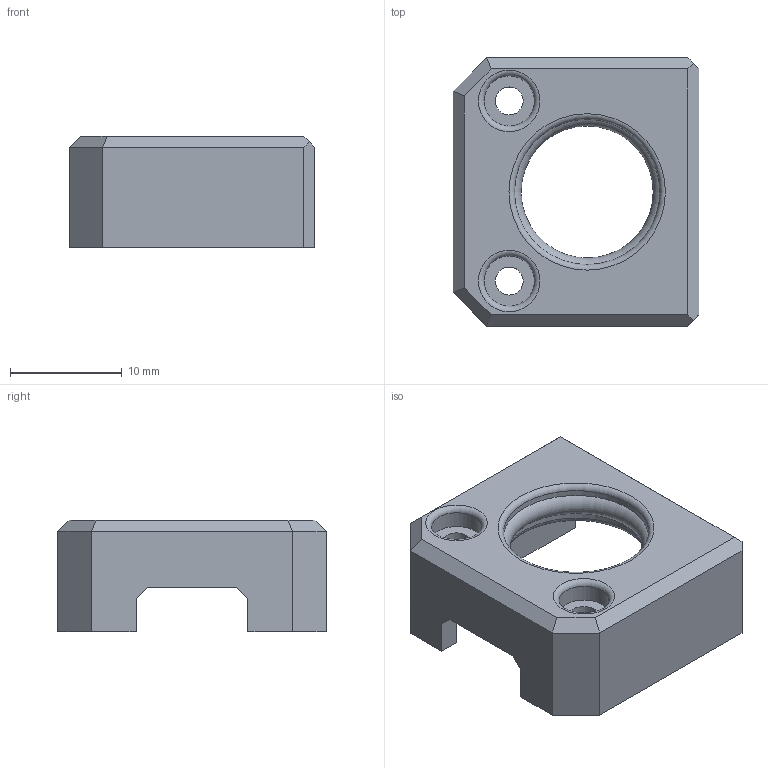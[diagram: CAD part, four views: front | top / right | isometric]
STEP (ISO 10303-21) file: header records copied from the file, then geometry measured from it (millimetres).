
FILE_DESCRIPTION(/* description */ (''),/* implementation_level */ '2;1');
FILE_NAME(/* name */ 'servo-back-hole.step',/* time_stamp */ '2022-12-03T14:14:30-06:00',/* author */ (''),/* organization */ (''),/* preprocessor_version */ 'ST-DEVELOPER v19.2',/* originating_system */ 'Autodesk Translation Framework v11.17.0.187',/* authorisation */ '');
FILE_SCHEMA (('AUTOMOTIVE_DESIGN { 1 0 10303 214 3 1 1 }'));
Length unit declared in the file: millimetre
Products named in the file (4): servo-back-hole; servo-back-hole_1; Fillet003; Torus
Assembly tree (3 placements, depth 3):
  servo-back-hole
    servo-back-hole_1
      Fillet003
      Torus
Bounding box: 22 x 24 x 10 mm (x, y, z)
Volume: 2079 mm3; surface area: 1984.5 mm2
Topology: 1 solids, 1 shells, 54 faces, 144 edges, 92 vertices
Faces by surface type: plane 39, cylinder 8, torus 5, cone 2
Full cylindrical faces by diameter (mm): 2.5 x2, 4.5 x2, 13 x2
Entity records: 1822 total; most frequent: CARTESIAN_POINT 327, DIRECTION 293, ORIENTED_EDGE 288, EDGE_CURVE 144, LINE 109, VECTOR 109, VERTEX_POINT 92, AXIS2_PLACEMENT_3D 92
